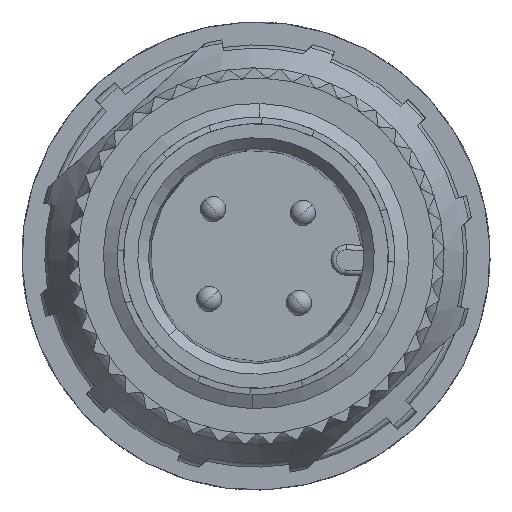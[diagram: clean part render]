
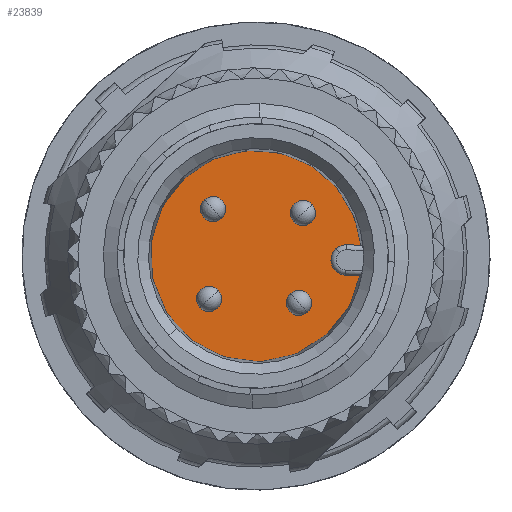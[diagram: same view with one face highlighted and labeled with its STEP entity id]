
A CAD part, left-side view. The second image highlights one B-rep face of the part: STEP entity #23839.
In plain terms, the highlighted planar face has unit normal (-1, 0, 0).
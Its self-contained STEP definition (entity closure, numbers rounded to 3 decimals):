
#11279=DIRECTION('',(0.,-0.999,
-0.044));
#11280=VECTOR('',#11279,0.556);
#11281=CARTESIAN_POINT('',(-14.781,-2.078,
44.995));
#11282=LINE('',#11281,#11280);
#11286=CARTESIAN_POINT('',(-14.781,1.443,
45.75));
#11287=DIRECTION('',(-1.,0.,0.));
#11288=DIRECTION('',(0.,-0.676,-0.737));
#11289=AXIS2_PLACEMENT_3D('',#11286,#11287,#11288);
#11294=CARTESIAN_POINT('',(-14.781,1.443,
45.75));
#11295=DIRECTION('',(-1.,0.,0.));
#11296=DIRECTION('',(0.,0.676,0.737));
#11297=AXIS2_PLACEMENT_3D('',#11294,#11295,#11296);
#11302=CARTESIAN_POINT('',(-14.781,1.443,
45.75));
#11303=DIRECTION('',(-1.,0.,0.));
#11304=DIRECTION('',(0.,-0.995,0.101));
#11305=AXIS2_PLACEMENT_3D('',#11302,#11303,#11304);
#11310=CARTESIAN_POINT('',(-14.781,-2.104,
45.595));
#11311=DIRECTION('',(1.,0.,0.));
#11312=DIRECTION('',(0.,0.676,0.737));
#11313=AXIS2_PLACEMENT_3D('',#11310,#11311,#11312);
#11318=CARTESIAN_POINT('',(-14.781,-2.104,
45.595));
#11319=DIRECTION('',(1.,0.,0.));
#11320=DIRECTION('',(0.,0.044,-0.999));
#11321=AXIS2_PLACEMENT_3D('',#11318,#11319,#11320);
#11326=CARTESIAN_POINT('',(-14.781,3.286,
44.061));
#11327=DIRECTION('',(1.,0.,0.));
#11328=DIRECTION('',(0.,0.676,0.737));
#11329=AXIS2_PLACEMENT_3D('',#11326,#11327,#11328);
#11334=CARTESIAN_POINT('',(-14.781,3.286,
44.061));
#11335=DIRECTION('',(1.,0.,0.));
#11336=DIRECTION('',(0.,-0.676,-0.737));
#11337=AXIS2_PLACEMENT_3D('',#11334,#11335,#11336);
#11342=CARTESIAN_POINT('',(-14.781,-0.4,
47.438));
#11343=DIRECTION('',(1.,0.,0.));
#11344=DIRECTION('',(0.,0.676,0.737));
#11345=AXIS2_PLACEMENT_3D('',#11342,#11343,#11344);
#11350=CARTESIAN_POINT('',(-14.781,-0.4,
47.438));
#11351=DIRECTION('',(1.,0.,0.));
#11352=DIRECTION('',(0.,-0.676,-0.737));
#11353=AXIS2_PLACEMENT_3D('',#11350,#11351,#11352);
#11358=CARTESIAN_POINT('',(-14.781,3.132,
47.593));
#11359=DIRECTION('',(1.,0.,0.));
#11360=DIRECTION('',(0.,0.737,-0.676));
#11361=AXIS2_PLACEMENT_3D('',#11358,#11359,#11360);
#11366=CARTESIAN_POINT('',(-14.781,3.132,
47.593));
#11367=DIRECTION('',(1.,0.,0.));
#11368=DIRECTION('',(0.,-0.737,0.676));
#11369=AXIS2_PLACEMENT_3D('',#11366,#11367,#11368);
#11374=CARTESIAN_POINT('',(-14.781,-0.246,
43.906));
#11375=DIRECTION('',(1.,0.,0.));
#11376=DIRECTION('',(0.,-0.737,0.676));
#11377=AXIS2_PLACEMENT_3D('',#11374,#11375,#11376);
#11382=CARTESIAN_POINT('',(-14.781,-0.246,
43.906));
#11383=DIRECTION('',(1.,0.,0.));
#11384=DIRECTION('',(0.,0.737,-0.676));
#11385=AXIS2_PLACEMENT_3D('',#11382,#11383,#11384);
#11397=DIRECTION('',(0.,0.999,0.044));
#11398=VECTOR('',#11397,0.556);
#11399=CARTESIAN_POINT('',(-14.781,-2.686,
46.17));
#11400=LINE('',#11399,#11398);
#13879=CARTESIAN_POINT('',(-14.781,4.247,
48.809));
#13880=CARTESIAN_POINT('',(-14.781,-1.361,
42.69));
#13881=VERTEX_POINT('',#13879);
#13882=VERTEX_POINT('',#13880);
#13883=CARTESIAN_POINT('',(-14.781,-2.686,
46.17));
#13884=VERTEX_POINT('',#13883);
#13885=CARTESIAN_POINT('',(-14.781,-2.13,
46.194));
#13886=VERTEX_POINT('',#13885);
#13887=CARTESIAN_POINT('',(-14.781,-1.698,
46.037));
#13888=VERTEX_POINT('',#13887);
#13889=CARTESIAN_POINT('',(-14.781,-2.078,
44.995));
#13890=VERTEX_POINT('',#13889);
#13891=CARTESIAN_POINT('',(-14.781,-2.633,
44.971));
#13892=VERTEX_POINT('',#13891);
#13893=CARTESIAN_POINT('',(-14.781,2.948,
43.692));
#13894=CARTESIAN_POINT('',(-14.781,3.624,
44.429));
#13895=VERTEX_POINT('',#13893);
#13896=VERTEX_POINT('',#13894);
#13897=CARTESIAN_POINT('',(-14.781,-0.738,
47.07));
#13898=CARTESIAN_POINT('',(-14.781,-0.063,
47.807));
#13899=VERTEX_POINT('',#13897);
#13900=VERTEX_POINT('',#13898);
#13901=CARTESIAN_POINT('',(-14.781,2.763,
47.931));
#13902=CARTESIAN_POINT('',(-14.781,3.5,
47.255));
#13903=VERTEX_POINT('',#13901);
#13904=VERTEX_POINT('',#13902);
#13905=CARTESIAN_POINT('',(-14.781,0.122,
43.569));
#13906=CARTESIAN_POINT('',(-14.781,-0.615,
44.244));
#13907=VERTEX_POINT('',#13905);
#13908=VERTEX_POINT('',#13906);
#23798=CARTESIAN_POINT('',(-14.781,2.258,
44.955));
#23799=DIRECTION('',(-1.,0.,0.));
#23800=DIRECTION('',(0.,0.999,0.044));
#23801=AXIS2_PLACEMENT_3D('',#23798,#23799,#23800);
#23802=PLANE('',#23801);
#23803=ORIENTED_EDGE('',*,*,#23754,.F.);
#23804=ORIENTED_EDGE('',*,*,#23726,.F.);
#23805=ORIENTED_EDGE('',*,*,#23699,.F.);
#23807=ORIENTED_EDGE('',*,*,#23806,.T.);
#23809=ORIENTED_EDGE('',*,*,#23808,.F.);
#23811=ORIENTED_EDGE('',*,*,#23810,.F.);
#23812=ORIENTED_EDGE('',*,*,#23777,.T.);
#23813=EDGE_LOOP('',(#23803,#23804,#23805,#23807,#23809,#23811,#23812));
#23814=FACE_OUTER_BOUND('',#23813,.F.);
#23816=ORIENTED_EDGE('',*,*,#23815,.F.);
#23818=ORIENTED_EDGE('',*,*,#23817,.F.);
#23819=EDGE_LOOP('',(#23816,#23818));
#23820=FACE_BOUND('',#23819,.F.);
#23822=ORIENTED_EDGE('',*,*,#23821,.F.);
#23824=ORIENTED_EDGE('',*,*,#23823,.F.);
#23825=EDGE_LOOP('',(#23822,#23824));
#23826=FACE_BOUND('',#23825,.F.);
#23828=ORIENTED_EDGE('',*,*,#23827,.F.);
#23830=ORIENTED_EDGE('',*,*,#23829,.F.);
#23831=EDGE_LOOP('',(#23828,#23830));
#23832=FACE_BOUND('',#23831,.F.);
#23834=ORIENTED_EDGE('',*,*,#23833,.F.);
#23836=ORIENTED_EDGE('',*,*,#23835,.F.);
#23837=EDGE_LOOP('',(#23834,#23836));
#23838=FACE_BOUND('',#23837,.F.);
#23839=ADVANCED_FACE('',(#23814,#23820,#23826,#23832,#23838),#23802,.T.);
#11290=CIRCLE('',#11289,4.15);
#11298=CIRCLE('',#11297,4.15);
#11306=CIRCLE('',#11305,4.15);
#11314=CIRCLE('',#11313,0.6);
#11322=CIRCLE('',#11321,0.6);
#11330=CIRCLE('',#11329,0.5);
#11338=CIRCLE('',#11337,0.5);
#11346=CIRCLE('',#11345,0.5);
#11354=CIRCLE('',#11353,0.5);
#11362=CIRCLE('',#11361,0.5);
#11370=CIRCLE('',#11369,0.5);
#11378=CIRCLE('',#11377,0.5);
#11386=CIRCLE('',#11385,0.5);
#23699=EDGE_CURVE('',#13884,#13881,#11306,.T.);
#23726=EDGE_CURVE('',#13881,#13882,#11298,.T.);
#23754=EDGE_CURVE('',#13882,#13892,#11290,.T.);
#23777=EDGE_CURVE('',#13890,#13892,#11282,.T.);
#23806=EDGE_CURVE('',#13884,#13886,#11400,.T.);
#23808=EDGE_CURVE('',#13888,#13886,#11314,.T.);
#23810=EDGE_CURVE('',#13890,#13888,#11322,.T.);
#23815=EDGE_CURVE('',#13896,#13895,#11330,.T.);
#23817=EDGE_CURVE('',#13895,#13896,#11338,.T.);
#23821=EDGE_CURVE('',#13900,#13899,#11346,.T.);
#23823=EDGE_CURVE('',#13899,#13900,#11354,.T.);
#23827=EDGE_CURVE('',#13904,#13903,#11362,.T.);
#23829=EDGE_CURVE('',#13903,#13904,#11370,.T.);
#23833=EDGE_CURVE('',#13908,#13907,#11378,.T.);
#23835=EDGE_CURVE('',#13907,#13908,#11386,.T.);
